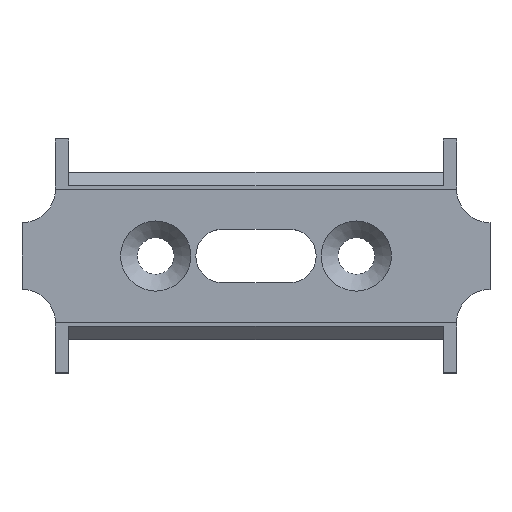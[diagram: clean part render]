
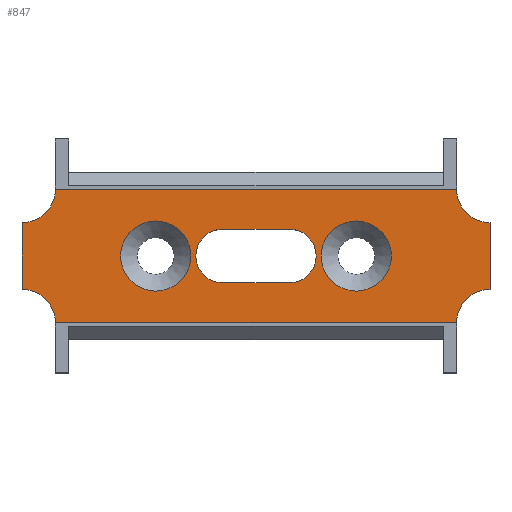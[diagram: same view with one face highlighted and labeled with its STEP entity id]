
A CAD part, top view. The second image highlights one B-rep face of the part: STEP entity #847.
In plain terms, the highlighted planar face has unit normal (0, 0, 1).
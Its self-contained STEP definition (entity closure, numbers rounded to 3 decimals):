
#34=FACE_BOUND('',#133,.T.);
#35=FACE_BOUND('',#134,.T.);
#36=FACE_BOUND('',#135,.T.);
#53=CIRCLE('',#919,5.25);
#54=CIRCLE('',#921,5.);
#55=CIRCLE('',#922,5.);
#56=CIRCLE('',#923,5.);
#57=CIRCLE('',#924,5.);
#58=CIRCLE('',#925,5.25);
#59=CIRCLE('',#926,4.);
#60=CIRCLE('',#927,4.);
#79=FACE_OUTER_BOUND('',#132,.T.);
#132=EDGE_LOOP('',(#639,#640,#641,#642,#643,#644,#645,#646));
#133=EDGE_LOOP('',(#647));
#134=EDGE_LOOP('',(#648,#649,#650,#651));
#135=EDGE_LOOP('',(#652));
#220=LINE('',#1332,#316);
#221=LINE('',#1336,#317);
#222=LINE('',#1340,#318);
#223=LINE('',#1343,#319);
#224=LINE('',#1350,#320);
#225=LINE('',#1353,#321);
#316=VECTOR('',#1072,10.);
#317=VECTOR('',#1075,10.);
#318=VECTOR('',#1078,10.);
#319=VECTOR('',#1081,10.);
#320=VECTOR('',#1086,10.);
#321=VECTOR('',#1089,10.);
#411=VERTEX_POINT('',#1324);
#412=VERTEX_POINT('',#1328);
#413=VERTEX_POINT('',#1329);
#414=VERTEX_POINT('',#1331);
#415=VERTEX_POINT('',#1333);
#416=VERTEX_POINT('',#1335);
#417=VERTEX_POINT('',#1337);
#418=VERTEX_POINT('',#1339);
#419=VERTEX_POINT('',#1341);
#420=VERTEX_POINT('',#1344);
#421=VERTEX_POINT('',#1346);
#422=VERTEX_POINT('',#1347);
#423=VERTEX_POINT('',#1349);
#424=VERTEX_POINT('',#1351);
#499=EDGE_CURVE('',#411,#411,#53,.T.);
#501=EDGE_CURVE('',#412,#413,#54,.T.);
#502=EDGE_CURVE('',#413,#414,#220,.T.);
#503=EDGE_CURVE('',#414,#415,#55,.T.);
#504=EDGE_CURVE('',#415,#416,#221,.T.);
#505=EDGE_CURVE('',#416,#417,#56,.T.);
#506=EDGE_CURVE('',#417,#418,#222,.T.);
#507=EDGE_CURVE('',#418,#419,#57,.T.);
#508=EDGE_CURVE('',#419,#412,#223,.T.);
#509=EDGE_CURVE('',#420,#420,#58,.T.);
#510=EDGE_CURVE('',#421,#422,#59,.T.);
#511=EDGE_CURVE('',#422,#423,#224,.T.);
#512=EDGE_CURVE('',#423,#424,#60,.T.);
#513=EDGE_CURVE('',#424,#421,#225,.T.);
#639=ORIENTED_EDGE('',*,*,#501,.T.);
#640=ORIENTED_EDGE('',*,*,#502,.T.);
#641=ORIENTED_EDGE('',*,*,#503,.T.);
#642=ORIENTED_EDGE('',*,*,#504,.T.);
#643=ORIENTED_EDGE('',*,*,#505,.T.);
#644=ORIENTED_EDGE('',*,*,#506,.T.);
#645=ORIENTED_EDGE('',*,*,#507,.T.);
#646=ORIENTED_EDGE('',*,*,#508,.T.);
#647=ORIENTED_EDGE('',*,*,#509,.F.);
#648=ORIENTED_EDGE('',*,*,#510,.T.);
#649=ORIENTED_EDGE('',*,*,#511,.T.);
#650=ORIENTED_EDGE('',*,*,#512,.T.);
#651=ORIENTED_EDGE('',*,*,#513,.T.);
#652=ORIENTED_EDGE('',*,*,#499,.F.);
#812=PLANE('',#920);
#847=ADVANCED_FACE('',(#79,#34,#35,#36),#812,.T.);
#919=AXIS2_PLACEMENT_3D('',#1325,#1065,#1066);
#920=AXIS2_PLACEMENT_3D('',#1327,#1068,#1069);
#921=AXIS2_PLACEMENT_3D('',#1330,#1070,#1071);
#922=AXIS2_PLACEMENT_3D('',#1334,#1073,#1074);
#923=AXIS2_PLACEMENT_3D('',#1338,#1076,#1077);
#924=AXIS2_PLACEMENT_3D('',#1342,#1079,#1080);
#925=AXIS2_PLACEMENT_3D('',#1345,#1082,#1083);
#926=AXIS2_PLACEMENT_3D('',#1348,#1084,#1085);
#927=AXIS2_PLACEMENT_3D('',#1352,#1087,#1088);
#1065=DIRECTION('center_axis',(0.,0.,1.));
#1066=DIRECTION('ref_axis',(1.,0.,0.));
#1068=DIRECTION('center_axis',(0.,0.,1.));
#1069=DIRECTION('ref_axis',(1.,0.,0.));
#1070=DIRECTION('center_axis',(0.,0.,-1.));
#1071=DIRECTION('ref_axis',(1.,0.,0.));
#1072=DIRECTION('',(1.,0.,0.));
#1073=DIRECTION('center_axis',(0.,0.,-1.));
#1074=DIRECTION('ref_axis',(0.,1.,0.));
#1075=DIRECTION('',(0.,1.,0.));
#1076=DIRECTION('center_axis',(0.,0.,-1.));
#1077=DIRECTION('ref_axis',(-1.,0.,0.));
#1078=DIRECTION('',(-1.,0.,0.));
#1079=DIRECTION('center_axis',(0.,0.,-1.));
#1080=DIRECTION('ref_axis',(0.,-1.,0.));
#1081=DIRECTION('',(0.,-1.,0.));
#1082=DIRECTION('center_axis',(0.,0.,1.));
#1083=DIRECTION('ref_axis',(1.,0.,0.));
#1084=DIRECTION('center_axis',(0.,0.,-1.));
#1085=DIRECTION('ref_axis',(-1.,0.,0.));
#1086=DIRECTION('',(1.,0.,0.));
#1087=DIRECTION('center_axis',(0.,0.,-1.));
#1088=DIRECTION('ref_axis',(-1.,0.,0.));
#1089=DIRECTION('',(-1.,0.,0.));
#1324=CARTESIAN_POINT('',(14.75,12.5,2.5));
#1325=CARTESIAN_POINT('Origin',(20.,12.5,2.5));
#1327=CARTESIAN_POINT('Origin',(35.,12.5,2.5));
#1328=CARTESIAN_POINT('',(0.,7.5,2.5));
#1329=CARTESIAN_POINT('',(5.,2.5,2.5));
#1330=CARTESIAN_POINT('Origin',(0.,2.5,2.5));
#1331=CARTESIAN_POINT('',(65.,2.5,2.5));
#1332=CARTESIAN_POINT('',(52.5,2.5,2.5));
#1333=CARTESIAN_POINT('',(70.,7.5,2.5));
#1334=CARTESIAN_POINT('Origin',(70.,2.5,2.5));
#1335=CARTESIAN_POINT('',(70.,17.5,2.5));
#1336=CARTESIAN_POINT('',(70.,0.,2.5));
#1337=CARTESIAN_POINT('',(65.,22.5,2.5));
#1338=CARTESIAN_POINT('Origin',(70.,22.5,2.5));
#1339=CARTESIAN_POINT('',(5.,22.5,2.5));
#1340=CARTESIAN_POINT('',(17.5,22.5,2.5));
#1341=CARTESIAN_POINT('',(0.,17.5,2.5));
#1342=CARTESIAN_POINT('Origin',(0.,22.5,2.5));
#1343=CARTESIAN_POINT('',(0.,25.,2.5));
#1344=CARTESIAN_POINT('',(44.75,12.5,2.5));
#1345=CARTESIAN_POINT('Origin',(50.,12.5,2.5));
#1346=CARTESIAN_POINT('',(30.,8.5,2.5));
#1347=CARTESIAN_POINT('',(30.,16.5,2.5));
#1348=CARTESIAN_POINT('Origin',(30.,12.5,2.5));
#1349=CARTESIAN_POINT('',(40.,16.5,2.5));
#1350=CARTESIAN_POINT('',(32.5,16.5,2.5));
#1351=CARTESIAN_POINT('',(40.,8.5,2.5));
#1352=CARTESIAN_POINT('Origin',(40.,12.5,2.5));
#1353=CARTESIAN_POINT('',(37.5,8.5,2.5));
